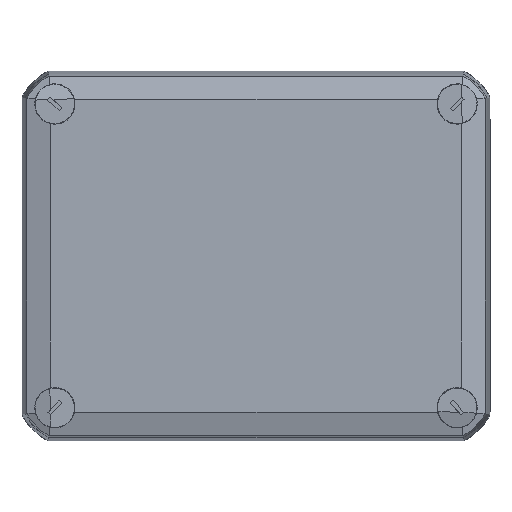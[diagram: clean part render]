
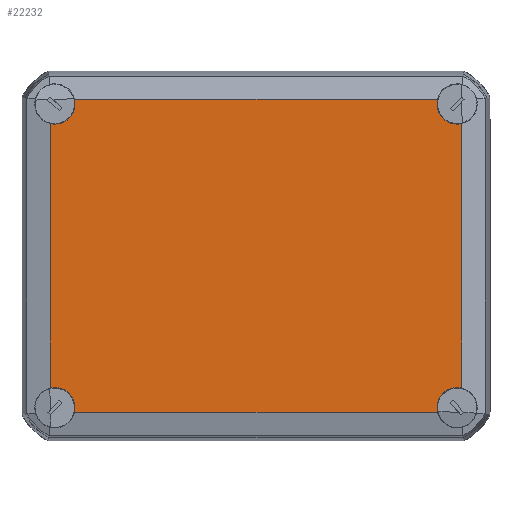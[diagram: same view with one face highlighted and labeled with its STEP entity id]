
A CAD part, top view. The second image highlights one B-rep face of the part: STEP entity #22232.
In plain terms, the highlighted face is planar.
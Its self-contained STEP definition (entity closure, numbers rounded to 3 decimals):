
#521 = CARTESIAN_POINT ( 'NONE',  ( -81.68, 31.41, -61.68 ) ) ;
#1548 = LINE ( 'NONE', #4613, #29789 ) ;
#2057 = CARTESIAN_POINT ( 'NONE',  ( 83.503, 31.41, 0. ) ) ;
#2182 = ORIENTED_EDGE ( 'NONE', *, *, #23297, .F. ) ;
#2472 = DIRECTION ( 'NONE',  ( 0., -1., 0. ) ) ;
#3468 = FACE_OUTER_BOUND ( 'NONE', #22502, .T. ) ;
#3556 = ORIENTED_EDGE ( 'NONE', *, *, #5295, .F. ) ;
#4062 = LINE ( 'NONE', #15745, #30605 ) ;
#4613 = CARTESIAN_POINT ( 'NONE',  ( -83.877, 31.41, -63.503 ) ) ;
#4779 = CIRCLE ( 'NONE', #11528, 8.21 ) ;
#5295 = EDGE_CURVE ( 'NONE', #7864, #34346, #31219, .T. ) ;
#5736 = CARTESIAN_POINT ( 'NONE',  ( 81.68, 31.41, -61.68 ) ) ;
#5991 = CIRCLE ( 'NONE', #34184, 8.21 ) ;
#6443 = VERTEX_POINT ( 'NONE', #13286 ) ;
#6974 = ORIENTED_EDGE ( 'NONE', *, *, #32171, .T. ) ;
#7076 = CARTESIAN_POINT ( 'NONE',  ( -73.675, 31.41, 63.503 ) ) ;
#7620 = CARTESIAN_POINT ( 'NONE',  ( 73.675, 31.41, -63.503 ) ) ;
#7864 = VERTEX_POINT ( 'NONE', #34467 ) ;
#8644 = CIRCLE ( 'NONE', #28885, 8.21 ) ;
#8840 = DIRECTION ( 'NONE',  ( 0., -1., 0. ) ) ;
#9018 = CARTESIAN_POINT ( 'NONE',  ( -73.675, 31.41, -63.503 ) ) ;
#9479 = CARTESIAN_POINT ( 'NONE',  ( -83.503, 31.41, 53.675 ) ) ;
#10072 = CARTESIAN_POINT ( 'NONE',  ( -81.68, 31.41, 61.68 ) ) ;
#11524 = PLANE ( 'NONE',  #13309 ) ;
#11528 = AXIS2_PLACEMENT_3D ( 'NONE', #19685, #28529, #31414 ) ;
#11842 = DIRECTION ( 'NONE',  ( 0., 0., 1. ) ) ;
#12017 = EDGE_CURVE ( 'NONE', #6443, #29814, #12358, .T. ) ;
#12027 = DIRECTION ( 'NONE',  ( 0., 1., 0. ) ) ;
#12358 = LINE ( 'NONE', #32899, #14773 ) ;
#12581 = DIRECTION ( 'NONE',  ( 0., -1., 0. ) ) ;
#12768 = DIRECTION ( 'NONE',  ( 0., 0., -1. ) ) ;
#13286 = CARTESIAN_POINT ( 'NONE',  ( -83.503, 31.41, -53.675 ) ) ;
#13309 = AXIS2_PLACEMENT_3D ( 'NONE', #34956, #8840, #26677 ) ;
#14258 = ORIENTED_EDGE ( 'NONE', *, *, #37518, .T. ) ;
#14773 = VECTOR ( 'NONE', #30019, 1000. ) ;
#15745 = CARTESIAN_POINT ( 'NONE',  ( 83.877, 31.41, 63.503 ) ) ;
#16009 = ORIENTED_EDGE ( 'NONE', *, *, #34278, .F. ) ;
#16069 = ORIENTED_EDGE ( 'NONE', *, *, #27337, .T. ) ;
#17084 = AXIS2_PLACEMENT_3D ( 'NONE', #521, #12027, #11842 ) ;
#19685 = CARTESIAN_POINT ( 'NONE',  ( 81.68, 31.41, 61.68 ) ) ;
#20782 = EDGE_CURVE ( 'NONE', #7864, #21096, #5991, .T. ) ;
#21096 = VERTEX_POINT ( 'NONE', #7620 ) ;
#22232 = ADVANCED_FACE ( 'NONE', ( #3468 ), #11524, .F. ) ;
#22502 = EDGE_LOOP ( 'NONE', ( #16009, #36117, #14258, #6974, #2182, #3556, #24837, #16069 ) ) ;
#23297 = EDGE_CURVE ( 'NONE', #34346, #31548, #4779, .T. ) ;
#24837 = ORIENTED_EDGE ( 'NONE', *, *, #20782, .T. ) ;
#25450 = DIRECTION ( 'NONE',  ( 0., 0., 1. ) ) ;
#26247 = DIRECTION ( 'NONE',  ( 0., 0., 1. ) ) ;
#26617 = CARTESIAN_POINT ( 'NONE',  ( 83.503, 31.41, 53.675 ) ) ;
#26677 = DIRECTION ( 'NONE',  ( 0., 0., -1. ) ) ;
#27337 = EDGE_CURVE ( 'NONE', #21096, #36507, #1548, .T. ) ;
#28529 = DIRECTION ( 'NONE',  ( 0., 1., 0. ) ) ;
#28885 = AXIS2_PLACEMENT_3D ( 'NONE', #10072, #12581, #12768 ) ;
#29044 = VERTEX_POINT ( 'NONE', #7076 ) ;
#29789 = VECTOR ( 'NONE', #36277, 1000. ) ;
#29814 = VERTEX_POINT ( 'NONE', #9479 ) ;
#30019 = DIRECTION ( 'NONE',  ( 0., 0., 1. ) ) ;
#30605 = VECTOR ( 'NONE', #35726, 1000. ) ;
#31219 = LINE ( 'NONE', #2057, #34375 ) ;
#31414 = DIRECTION ( 'NONE',  ( 0., 0., -1. ) ) ;
#31548 = VERTEX_POINT ( 'NONE', #35203 ) ;
#32171 = EDGE_CURVE ( 'NONE', #29044, #31548, #4062, .T. ) ;
#32899 = CARTESIAN_POINT ( 'NONE',  ( -83.503, 31.41, 0. ) ) ;
#34184 = AXIS2_PLACEMENT_3D ( 'NONE', #5736, #2472, #26247 ) ;
#34269 = CIRCLE ( 'NONE', #17084, 8.21 ) ;
#34278 = EDGE_CURVE ( 'NONE', #6443, #36507, #34269, .T. ) ;
#34346 = VERTEX_POINT ( 'NONE', #26617 ) ;
#34375 = VECTOR ( 'NONE', #25450, 1000. ) ;
#34467 = CARTESIAN_POINT ( 'NONE',  ( 83.503, 31.41, -53.675 ) ) ;
#34956 = CARTESIAN_POINT ( 'NONE',  ( -73.3, 31.41, -53.3 ) ) ;
#35203 = CARTESIAN_POINT ( 'NONE',  ( 73.675, 31.41, 63.503 ) ) ;
#35726 = DIRECTION ( 'NONE',  ( 1., 0., 0. ) ) ;
#36117 = ORIENTED_EDGE ( 'NONE', *, *, #12017, .T. ) ;
#36277 = DIRECTION ( 'NONE',  ( -1., 0., 0. ) ) ;
#36507 = VERTEX_POINT ( 'NONE', #9018 ) ;
#37518 = EDGE_CURVE ( 'NONE', #29814, #29044, #8644, .T. ) ;
